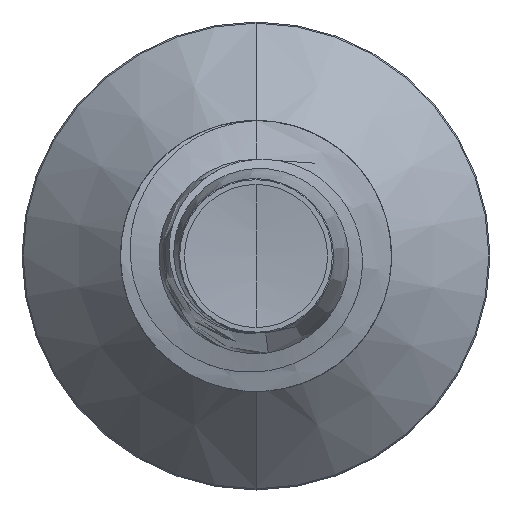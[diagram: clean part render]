
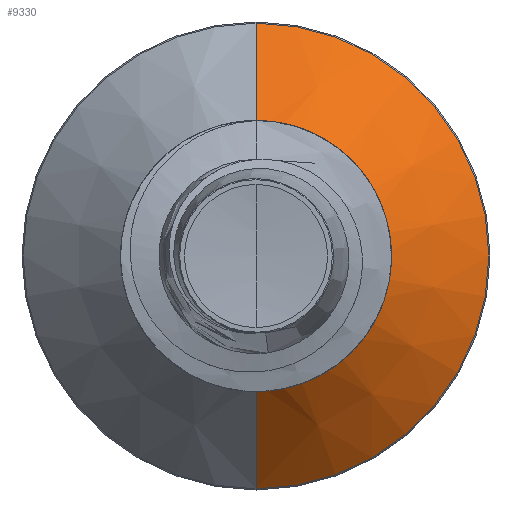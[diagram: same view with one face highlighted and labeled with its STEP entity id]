
A CAD part, front view. The second image highlights one B-rep face of the part: STEP entity #9330.
In plain terms, the highlighted conical face has half-angle 45 degrees and reference radius 1.034 mm.
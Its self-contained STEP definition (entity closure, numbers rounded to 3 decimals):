
#331 = DIRECTION ( 'NONE',  ( 0., 0.707, 0.707 ) ) ;
#552 = CARTESIAN_POINT ( 'NONE',  ( 0., 9.784, 1.034 ) ) ;
#703 = CARTESIAN_POINT ( 'NONE',  ( 0., 9.784, 0. ) ) ;
#1946 = CARTESIAN_POINT ( 'NONE',  ( 0., 10.64, -1.89 ) ) ;
#2833 = DIRECTION ( 'NONE',  ( 0., 0., 1. ) ) ;
#3651 = VERTEX_POINT ( 'NONE', #4350 ) ;
#4135 = VERTEX_POINT ( 'NONE', #1946 ) ;
#4350 = CARTESIAN_POINT ( 'NONE',  ( 0., 9.784, 1.034 ) ) ;
#4483 = ORIENTED_EDGE ( 'NONE', *, *, #4548, .F. ) ;
#4548 = EDGE_CURVE ( 'NONE', #3651, #10021, #10578, .T. ) ;
#4702 = VERTEX_POINT ( 'NONE', #21281 ) ;
#5889 = CARTESIAN_POINT ( 'NONE',  ( 0., 9.784, 0. ) ) ;
#6281 = CIRCLE ( 'NONE', #21686, 1.034 ) ;
#7311 = CIRCLE ( 'NONE', #18316, 1.89 ) ;
#7391 = EDGE_CURVE ( 'NONE', #4702, #4135, #20711, .T. ) ;
#7577 = AXIS2_PLACEMENT_3D ( 'NONE', #5889, #20633, #20662 ) ;
#8249 = EDGE_CURVE ( 'NONE', #10021, #4135, #7311, .T. ) ;
#8880 = DIRECTION ( 'NONE',  ( 0., 0., 1. ) ) ;
#8916 = DIRECTION ( 'NONE',  ( 0., 1., 0. ) ) ;
#8933 = CARTESIAN_POINT ( 'NONE',  ( 0., 10.64, 0. ) ) ;
#9330 = ADVANCED_FACE ( 'NONE', ( #14419 ), #13120, .T. ) ;
#9375 = ORIENTED_EDGE ( 'NONE', *, *, #8249, .F. ) ;
#10021 = VERTEX_POINT ( 'NONE', #15424 ) ;
#10578 = LINE ( 'NONE', #552, #25648 ) ;
#11953 = DIRECTION ( 'NONE',  ( 0., 0.707, -0.707 ) ) ;
#12046 = CARTESIAN_POINT ( 'NONE',  ( 0., 9.784, -1.034 ) ) ;
#13120 = CONICAL_SURFACE ( 'NONE', #7577, 1.034, 0.785 ) ;
#14419 = FACE_OUTER_BOUND ( 'NONE', #21687, .T. ) ;
#15352 = DIRECTION ( 'NONE',  ( 0., 1., 0. ) ) ;
#15387 = VECTOR ( 'NONE', #11953, 1000. ) ;
#15424 = CARTESIAN_POINT ( 'NONE',  ( 0., 10.64, 1.89 ) ) ;
#15697 = EDGE_CURVE ( 'NONE', #3651, #4702, #6281, .T. ) ;
#18316 = AXIS2_PLACEMENT_3D ( 'NONE', #8933, #8916, #8880 ) ;
#19061 = ORIENTED_EDGE ( 'NONE', *, *, #15697, .T. ) ;
#19654 = ORIENTED_EDGE ( 'NONE', *, *, #7391, .T. ) ;
#20633 = DIRECTION ( 'NONE',  ( 0., 1., 0. ) ) ;
#20662 = DIRECTION ( 'NONE',  ( 0., 0., 1. ) ) ;
#20711 = LINE ( 'NONE', #12046, #15387 ) ;
#21281 = CARTESIAN_POINT ( 'NONE',  ( 0., 9.784, -1.034 ) ) ;
#21686 = AXIS2_PLACEMENT_3D ( 'NONE', #703, #15352, #2833 ) ;
#21687 = EDGE_LOOP ( 'NONE', ( #19061, #19654, #9375, #4483 ) ) ;
#25648 = VECTOR ( 'NONE', #331, 1000. ) ;
